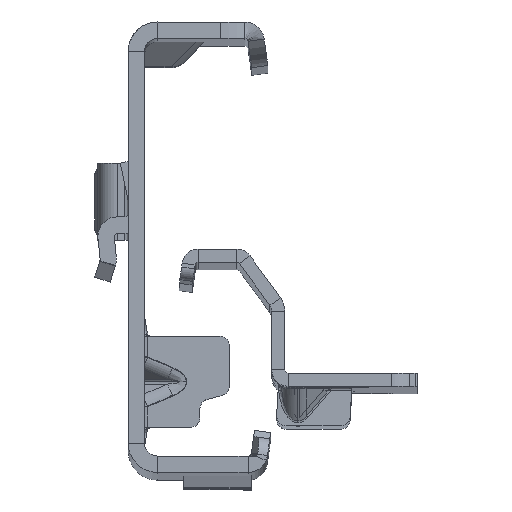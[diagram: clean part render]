
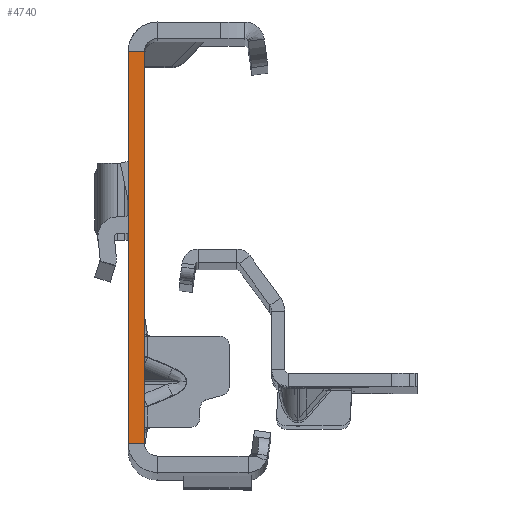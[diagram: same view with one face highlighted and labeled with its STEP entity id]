
A CAD part, top view. The second image highlights one B-rep face of the part: STEP entity #4740.
In plain terms, the highlighted planar face has unit normal (0, 0, 1).
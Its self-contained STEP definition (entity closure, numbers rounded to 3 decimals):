
#1320 = CARTESIAN_POINT ( 'NONE',  ( -2.5, 30., 0. ) ) ;
#1914 = VERTEX_POINT ( 'NONE', #1320 ) ;
#2387 = LINE ( 'NONE', #9517, #12375 ) ;
#3670 = VECTOR ( 'NONE', #5811, 1000. ) ;
#3683 = ORIENTED_EDGE ( 'NONE', *, *, #7434, .F. ) ;
#4107 = CARTESIAN_POINT ( 'NONE',  ( 0., -30., 0. ) ) ;
#4240 = VERTEX_POINT ( 'NONE', #11232 ) ;
#4550 = VERTEX_POINT ( 'NONE', #10922 ) ;
#4553 = DIRECTION ( 'NONE',  ( 0., -1., 0. ) ) ;
#4740 = ADVANCED_FACE ( 'NONE', ( #16017 ), #11636, .T. ) ;
#5161 = ORIENTED_EDGE ( 'NONE', *, *, #5988, .T. ) ;
#5811 = DIRECTION ( 'NONE',  ( -1., 0., 0. ) ) ;
#5988 = EDGE_CURVE ( 'NONE', #4240, #1914, #2387, .T. ) ;
#6636 = CARTESIAN_POINT ( 'NONE',  ( -2.5, -32., 0. ) ) ;
#6837 = VECTOR ( 'NONE', #4553, 1000. ) ;
#7217 = LINE ( 'NONE', #11304, #6837 ) ;
#7434 = EDGE_CURVE ( 'NONE', #4240, #12814, #7217, .T. ) ;
#8664 = EDGE_CURVE ( 'NONE', #12814, #4550, #12397, .T. ) ;
#8701 = ORIENTED_EDGE ( 'NONE', *, *, #8664, .F. ) ;
#9074 = DIRECTION ( 'NONE',  ( 1., 0., 0. ) ) ;
#9153 = VECTOR ( 'NONE', #13671, 1000. ) ;
#9465 = CARTESIAN_POINT ( 'NONE',  ( 0., -30., 0. ) ) ;
#9517 = CARTESIAN_POINT ( 'NONE',  ( 0., 30., 0. ) ) ;
#10922 = CARTESIAN_POINT ( 'NONE',  ( -2.5, -30., 0. ) ) ;
#11232 = CARTESIAN_POINT ( 'NONE',  ( 0., 30., 0. ) ) ;
#11304 = CARTESIAN_POINT ( 'NONE',  ( 0., -32., 0. ) ) ;
#11636 = PLANE ( 'NONE',  #14668 ) ;
#12375 = VECTOR ( 'NONE', #13431, 1000. ) ;
#12397 = LINE ( 'NONE', #4107, #3670 ) ;
#12814 = VERTEX_POINT ( 'NONE', #9465 ) ;
#13431 = DIRECTION ( 'NONE',  ( -1., 0., 0. ) ) ;
#13671 = DIRECTION ( 'NONE',  ( 0., -1., 0. ) ) ;
#13967 = ORIENTED_EDGE ( 'NONE', *, *, #17461, .T. ) ;
#14573 = DIRECTION ( 'NONE',  ( 0., 0., 1. ) ) ;
#14668 = AXIS2_PLACEMENT_3D ( 'NONE', #17282, #14573, #9074 ) ;
#14953 = LINE ( 'NONE', #6636, #9153 ) ;
#16017 = FACE_OUTER_BOUND ( 'NONE', #16136, .T. ) ;
#16136 = EDGE_LOOP ( 'NONE', ( #3683, #5161, #13967, #8701 ) ) ;
#17282 = CARTESIAN_POINT ( 'NONE',  ( -2.5, -32., 0. ) ) ;
#17461 = EDGE_CURVE ( 'NONE', #1914, #4550, #14953, .T. ) ;
